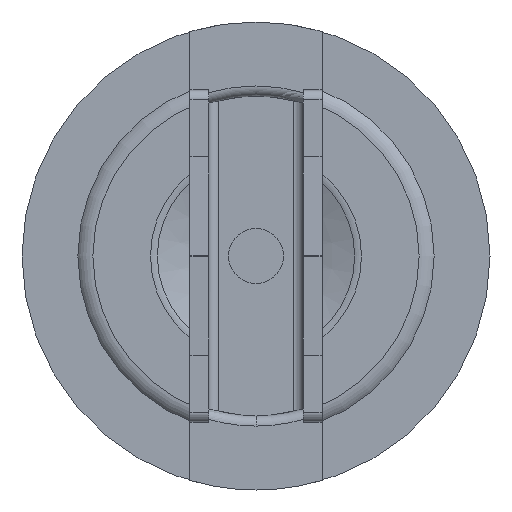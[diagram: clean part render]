
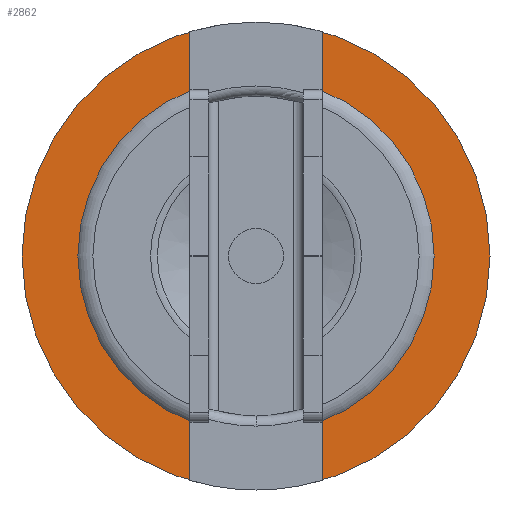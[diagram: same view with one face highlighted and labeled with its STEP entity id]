
A CAD part, front view. The second image highlights one B-rep face of the part: STEP entity #2862.
In plain terms, the highlighted planar face has unit normal (0, -1, 0).
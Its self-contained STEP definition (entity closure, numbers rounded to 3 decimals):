
#24 = DIRECTION ( 'NONE',  ( 0., 0., -1. ) ) ;
#78 = CARTESIAN_POINT ( 'NONE',  ( 0., -2.286, 17.755 ) ) ;
#132 = AXIS2_PLACEMENT_3D ( 'NONE', #4456, #3714, #425 ) ;
#233 = AXIS2_PLACEMENT_3D ( 'NONE', #584, #881, #3853 ) ;
#425 = DIRECTION ( 'NONE',  ( 0., 0., -1. ) ) ;
#453 = CARTESIAN_POINT ( 'NONE',  ( 0., -2.286, 0. ) ) ;
#496 = DIRECTION ( 'NONE',  ( 0., 0., -1. ) ) ;
#498 = CARTESIAN_POINT ( 'NONE',  ( 0., -2.286, -17.755 ) ) ;
#572 = VERTEX_POINT ( 'NONE', #4120 ) ;
#584 = CARTESIAN_POINT ( 'NONE',  ( 0., -2.286, 0. ) ) ;
#740 = VERTEX_POINT ( 'NONE', #78 ) ;
#817 = ORIENTED_EDGE ( 'NONE', *, *, #3177, .T. ) ;
#881 = DIRECTION ( 'NONE',  ( 0., -1., 0. ) ) ;
#914 = ORIENTED_EDGE ( 'NONE', *, *, #2984, .F. ) ;
#954 = DIRECTION ( 'NONE',  ( 0., -1., 0. ) ) ;
#1179 = EDGE_CURVE ( 'NONE', #3386, #572, #1326, .T. ) ;
#1326 = CIRCLE ( 'NONE', #4341, 13.513 ) ;
#1931 = ORIENTED_EDGE ( 'NONE', *, *, #3332, .T. ) ;
#2040 = PLANE ( 'NONE',  #4254 ) ;
#2115 = CIRCLE ( 'NONE', #4344, 17.755 ) ;
#2330 = DIRECTION ( 'NONE',  ( 0., -1., 0. ) ) ;
#2478 = EDGE_LOOP ( 'NONE', ( #1931, #817 ) ) ;
#2824 = DIRECTION ( 'NONE',  ( 0., 0., -1. ) ) ;
#2862 = ADVANCED_FACE ( 'NONE', ( #2928, #3867 ), #2040, .T. ) ;
#2868 = CIRCLE ( 'NONE', #132, 13.513 ) ;
#2928 = FACE_OUTER_BOUND ( 'NONE', #2478, .T. ) ;
#2984 = EDGE_CURVE ( 'NONE', #572, #3386, #2868, .T. ) ;
#3063 = ORIENTED_EDGE ( 'NONE', *, *, #1179, .F. ) ;
#3177 = EDGE_CURVE ( 'NONE', #740, #4375, #2115, .T. ) ;
#3332 = EDGE_CURVE ( 'NONE', #4375, #740, #3397, .T. ) ;
#3368 = CARTESIAN_POINT ( 'NONE',  ( 0., -2.286, 0. ) ) ;
#3386 = VERTEX_POINT ( 'NONE', #3939 ) ;
#3397 = CIRCLE ( 'NONE', #233, 17.755 ) ;
#3407 = DIRECTION ( 'NONE',  ( 0., -1., 0. ) ) ;
#3714 = DIRECTION ( 'NONE',  ( 0., -1., 0. ) ) ;
#3734 = EDGE_LOOP ( 'NONE', ( #914, #3063 ) ) ;
#3853 = DIRECTION ( 'NONE',  ( 0., 0., -1. ) ) ;
#3867 = FACE_BOUND ( 'NONE', #3734, .T. ) ;
#3939 = CARTESIAN_POINT ( 'NONE',  ( 0., -2.286, -13.513 ) ) ;
#4120 = CARTESIAN_POINT ( 'NONE',  ( 0., -2.286, 13.513 ) ) ;
#4254 = AXIS2_PLACEMENT_3D ( 'NONE', #4286, #954, #2824 ) ;
#4286 = CARTESIAN_POINT ( 'NONE',  ( 11.989, -2.286, 0. ) ) ;
#4341 = AXIS2_PLACEMENT_3D ( 'NONE', #3368, #3407, #24 ) ;
#4344 = AXIS2_PLACEMENT_3D ( 'NONE', #453, #2330, #496 ) ;
#4375 = VERTEX_POINT ( 'NONE', #498 ) ;
#4456 = CARTESIAN_POINT ( 'NONE',  ( 0., -2.286, 0. ) ) ;
